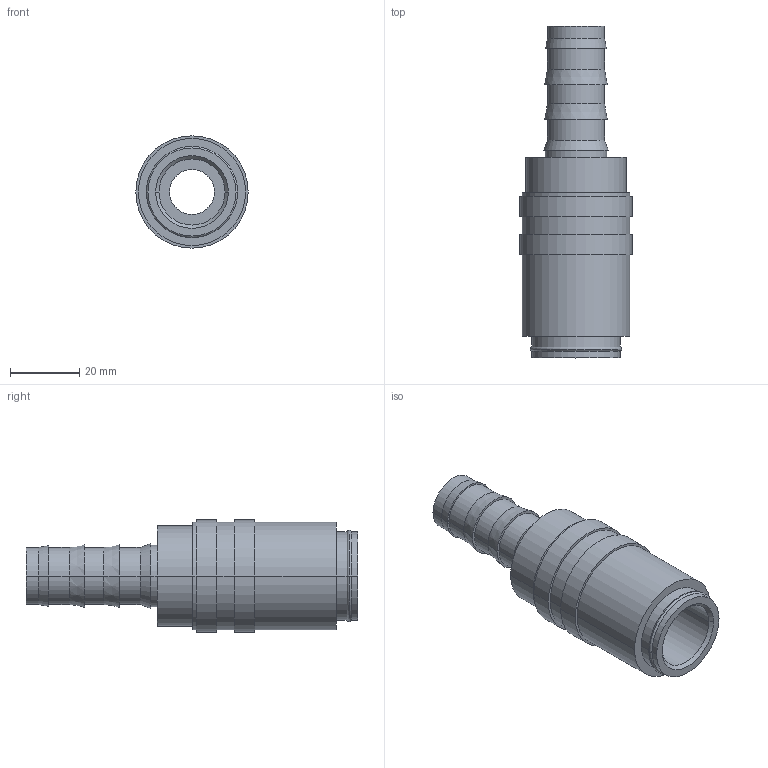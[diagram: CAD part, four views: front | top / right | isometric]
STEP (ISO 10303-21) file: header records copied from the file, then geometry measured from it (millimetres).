
FILE_DESCRIPTION(('STEP AP214'),'1');
FILE_NAME('eshg_16_tab.stp','2020-04-22T06:06:18',('TraceParts'),('TraceParts S.A.'),'Spatial InterOp 3D',' ',' ');
FILE_SCHEMA(('automotive_design'));
Length unit declared in the file: millimetre
Products named in the file (1): 1
Bounding box: 32.5 x 96 x 32.5 mm (x, y, z)
Volume: 33647.3 mm3; surface area: 13675.9 mm2
Topology: 1 solids, 1 shells, 58 faces, 116 edges, 72 vertices
Faces by surface type: cylinder 30, plane 14, cone 10, torus 4
Entity records: 2012 total; most frequent: DIRECTION 310, CARTESIAN_POINT 247, ORIENTED_EDGE 232, AXIS2_PLACEMENT_3D 135, EDGE_CURVE 116, CIRCLE 76, EDGE_LOOP 72, VERTEX_POINT 72
